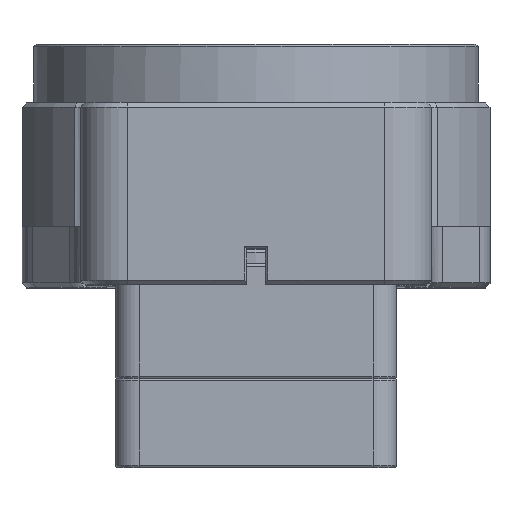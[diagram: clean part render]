
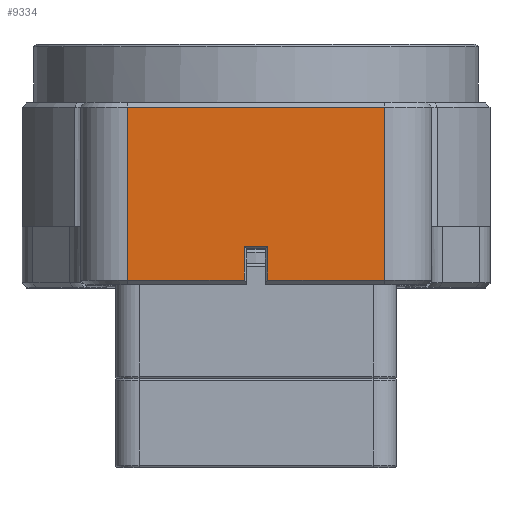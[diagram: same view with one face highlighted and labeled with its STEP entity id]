
A CAD part, top view. The second image highlights one B-rep face of the part: STEP entity #9334.
In plain terms, the highlighted planar face has unit normal (0, 0, 1).
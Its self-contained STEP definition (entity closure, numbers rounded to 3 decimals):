
#2454 = AXIS2_PLACEMENT_3D ( 'NONE', #28427, #28421, #28375 ) ;
#2600 = CARTESIAN_POINT ( 'NONE',  ( 2.5, 1.5, 85. ) ) ;
#3818 = VERTEX_POINT ( 'NONE', #25417 ) ;
#3928 = EDGE_CURVE ( 'NONE', #35499, #4212, #23920, .T. ) ;
#4212 = VERTEX_POINT ( 'NONE', #20517 ) ;
#5689 = CARTESIAN_POINT ( 'NONE',  ( 2.5, 8.7, 85. ) ) ;
#6264 = DIRECTION ( 'NONE',  ( 1., 0., 0. ) ) ;
#6272 = CARTESIAN_POINT ( 'NONE',  ( -27.5, 1.5, 85. ) ) ;
#6310 = LINE ( 'NONE', #6272, #37312 ) ;
#6505 = DIRECTION ( 'NONE',  ( -1., 0., 0. ) ) ;
#6567 = CARTESIAN_POINT ( 'NONE',  ( -27.5, 38.5, 85. ) ) ;
#6574 = LINE ( 'NONE', #6567, #10550 ) ;
#7893 = VECTOR ( 'NONE', #9659, 1000. ) ;
#8127 = EDGE_CURVE ( 'NONE', #3818, #35135, #9693, .T. ) ;
#9334 = ADVANCED_FACE ( 'NONE', ( #28464 ), #28457, .F. ) ;
#9659 = DIRECTION ( 'NONE',  ( 1., 0., 0. ) ) ;
#9686 = CARTESIAN_POINT ( 'NONE',  ( 2., 8.7, 85. ) ) ;
#9693 = LINE ( 'NONE', #9686, #7893 ) ;
#10550 = VECTOR ( 'NONE', #6505, 1000. ) ;
#10846 = EDGE_CURVE ( 'NONE', #16034, #3818, #16553, .T. ) ;
#10899 = DIRECTION ( 'NONE',  ( 0., -1., 0. ) ) ;
#10936 = CARTESIAN_POINT ( 'NONE',  ( -27.5, 39.5, 85. ) ) ;
#10939 = LINE ( 'NONE', #10936, #14799 ) ;
#14799 = VECTOR ( 'NONE', #10899, 1000. ) ;
#14985 = EDGE_CURVE ( 'NONE', #28237, #38115, #6574, .T. ) ;
#15027 = EDGE_CURVE ( 'NONE', #22573, #16034, #6310, .T. ) ;
#15520 = VECTOR ( 'NONE', #23880, 1000. ) ;
#16034 = VERTEX_POINT ( 'NONE', #33716 ) ;
#16122 = EDGE_CURVE ( 'NONE', #28237, #4212, #31858, .T. ) ;
#16553 = LINE ( 'NONE', #16675, #28567 ) ;
#16675 = CARTESIAN_POINT ( 'NONE',  ( -2.5, 39.5, 85. ) ) ;
#16682 = DIRECTION ( 'NONE',  ( 0., 1., 0. ) ) ;
#17104 = DIRECTION ( 'NONE',  ( 0., -1., 0. ) ) ;
#17145 = CARTESIAN_POINT ( 'NONE',  ( 2.5, 39.5, 85. ) ) ;
#17158 = LINE ( 'NONE', #17145, #20682 ) ;
#20517 = CARTESIAN_POINT ( 'NONE',  ( 27.5, 1.5, 85. ) ) ;
#20682 = VECTOR ( 'NONE', #17104, 1000. ) ;
#22573 = VERTEX_POINT ( 'NONE', #29682 ) ;
#23880 = DIRECTION ( 'NONE',  ( 1., 0., 0. ) ) ;
#23887 = CARTESIAN_POINT ( 'NONE',  ( -27.5, 1.5, 85. ) ) ;
#23920 = LINE ( 'NONE', #23887, #15520 ) ;
#25417 = CARTESIAN_POINT ( 'NONE',  ( -2.5, 8.7, 85. ) ) ;
#26383 = EDGE_LOOP ( 'NONE', ( #27986, #28096, #28266, #28449, #28506, #28691, #28758, #28834 ) ) ;
#26421 = EDGE_CURVE ( 'NONE', #38115, #22573, #10939, .T. ) ;
#27659 = CARTESIAN_POINT ( 'NONE',  ( 27.5, 38.5, 85. ) ) ;
#27986 = ORIENTED_EDGE ( 'NONE', *, *, #15027, .T. ) ;
#28096 = ORIENTED_EDGE ( 'NONE', *, *, #10846, .T. ) ;
#28237 = VERTEX_POINT ( 'NONE', #27659 ) ;
#28266 = ORIENTED_EDGE ( 'NONE', *, *, #8127, .T. ) ;
#28375 = DIRECTION ( 'NONE',  ( -1., 0., 0. ) ) ;
#28421 = DIRECTION ( 'NONE',  ( 0., 0., -1. ) ) ;
#28427 = CARTESIAN_POINT ( 'NONE',  ( -27.5, 39.5, 85. ) ) ;
#28449 = ORIENTED_EDGE ( 'NONE', *, *, #34154, .T. ) ;
#28457 = PLANE ( 'NONE',  #2454 ) ;
#28464 = FACE_OUTER_BOUND ( 'NONE', #26383, .T. ) ;
#28481 = CARTESIAN_POINT ( 'NONE',  ( -27.5, 38.5, 85. ) ) ;
#28506 = ORIENTED_EDGE ( 'NONE', *, *, #3928, .T. ) ;
#28567 = VECTOR ( 'NONE', #16682, 1000. ) ;
#28691 = ORIENTED_EDGE ( 'NONE', *, *, #16122, .F. ) ;
#28758 = ORIENTED_EDGE ( 'NONE', *, *, #14985, .T. ) ;
#28834 = ORIENTED_EDGE ( 'NONE', *, *, #26421, .T. ) ;
#29682 = CARTESIAN_POINT ( 'NONE',  ( -27.5, 1.5, 85. ) ) ;
#31744 = DIRECTION ( 'NONE',  ( 0., -1., 0. ) ) ;
#31802 = CARTESIAN_POINT ( 'NONE',  ( 27.5, 39.5, 85. ) ) ;
#31858 = LINE ( 'NONE', #31802, #32968 ) ;
#32968 = VECTOR ( 'NONE', #31744, 1000. ) ;
#33716 = CARTESIAN_POINT ( 'NONE',  ( -2.5, 1.5, 85. ) ) ;
#34154 = EDGE_CURVE ( 'NONE', #35135, #35499, #17158, .T. ) ;
#35135 = VERTEX_POINT ( 'NONE', #5689 ) ;
#35499 = VERTEX_POINT ( 'NONE', #2600 ) ;
#37312 = VECTOR ( 'NONE', #6264, 1000. ) ;
#38115 = VERTEX_POINT ( 'NONE', #28481 ) ;
